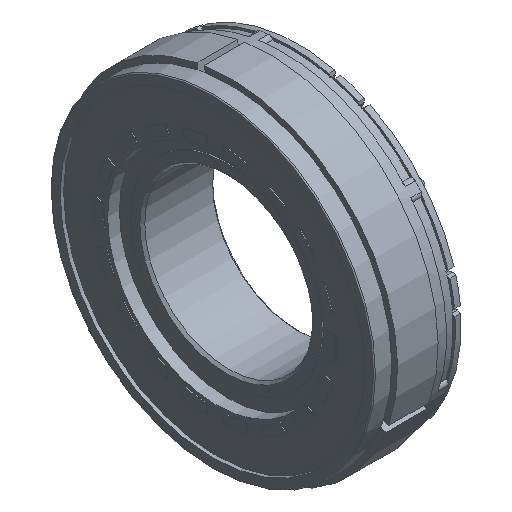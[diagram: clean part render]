
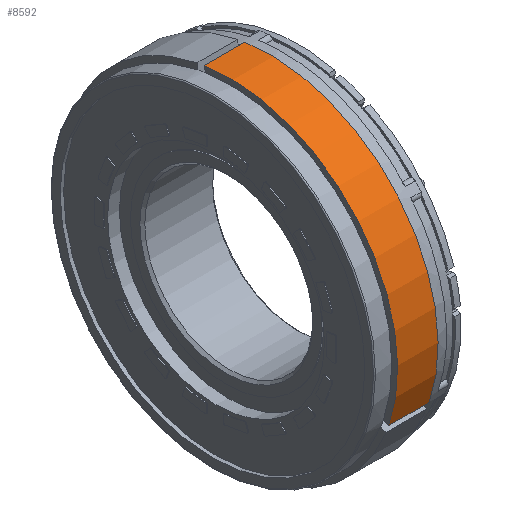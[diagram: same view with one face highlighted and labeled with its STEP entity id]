
A CAD part, isometric view. The second image highlights one B-rep face of the part: STEP entity #8592.
In plain terms, the highlighted cylindrical face has radius 33.998 mm (diameter 67.996 mm), a partial arc.
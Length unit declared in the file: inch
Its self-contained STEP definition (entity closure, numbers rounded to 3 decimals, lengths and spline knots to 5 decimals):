
#214=CYLINDRICAL_SURFACE('',#9228,1.3385);
#584=LINE('',#13776,#1282);
#585=LINE('',#13780,#1283);
#1282=VECTOR('',#10617,39.37008);
#1283=VECTOR('',#10620,39.37008);
#2213=ORIENTED_EDGE('',*,*,#4759,.T.);
#2214=ORIENTED_EDGE('',*,*,#4760,.T.);
#2215=ORIENTED_EDGE('',*,*,#4761,.F.);
#2216=ORIENTED_EDGE('',*,*,#4754,.F.);
#4754=EDGE_CURVE('',#6005,#6006,#6638,.T.);
#4759=EDGE_CURVE('',#6005,#6009,#584,.T.);
#4760=EDGE_CURVE('',#6009,#6010,#6640,.T.);
#4761=EDGE_CURVE('',#6006,#6010,#585,.T.);
#6005=VERTEX_POINT('',#13765);
#6006=VERTEX_POINT('',#13767);
#6009=VERTEX_POINT('',#13777);
#6010=VERTEX_POINT('',#13779);
#6638=CIRCLE('',#9225,1.3385);
#6640=CIRCLE('',#9229,1.3385);
#7087=EDGE_LOOP('',(#2213,#2214,#2215,#2216));
#7691=FACE_BOUND('',#7087,.T.);
#8592=ADVANCED_FACE('',(#7691),#214,.T.);
#9225=AXIS2_PLACEMENT_3D('',#13766,#10606,#10607);
#9228=AXIS2_PLACEMENT_3D('',#13775,#10615,#10616);
#9229=AXIS2_PLACEMENT_3D('',#13778,#10618,#10619);
#10606=DIRECTION('',(1.,0.,0.));
#10607=DIRECTION('',(0.,0.,-1.));
#10615=DIRECTION('',(1.,0.,0.));
#10616=DIRECTION('',(0.,0.,-1.));
#10617=DIRECTION('',(-1.,0.,0.));
#10618=DIRECTION('',(1.,0.,0.));
#10619=DIRECTION('',(0.,0.,-1.));
#10620=DIRECTION('',(-1.,0.,0.));
#13765=CARTESIAN_POINT('',(0.1185,0.20283,1.32304));
#13766=CARTESIAN_POINT('',(0.1185,0.,0.));
#13767=CARTESIAN_POINT('',(0.1185,-1.26772,-0.42949));
#13775=CARTESIAN_POINT('',(0.3425,0.,0.));
#13776=CARTESIAN_POINT('',(0.1185,0.20283,1.32304));
#13777=CARTESIAN_POINT('',(-0.2045,0.20283,1.32304));
#13778=CARTESIAN_POINT('',(-0.2045,0.,0.));
#13779=CARTESIAN_POINT('',(-0.2045,-1.26772,-0.42949));
#13780=CARTESIAN_POINT('',(0.1185,-1.26772,-0.42949));
